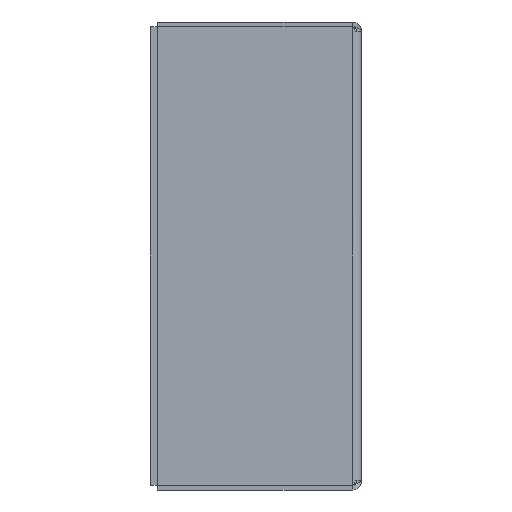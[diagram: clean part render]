
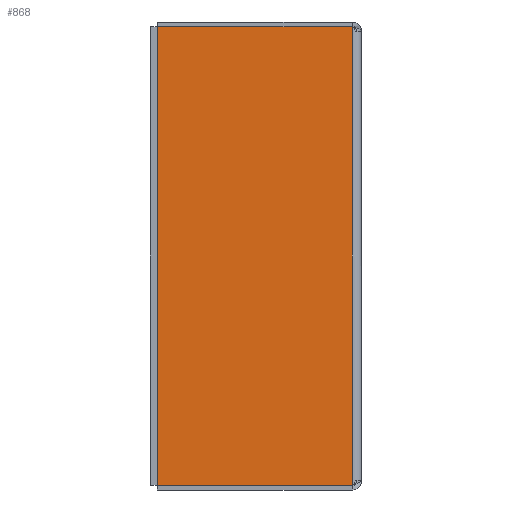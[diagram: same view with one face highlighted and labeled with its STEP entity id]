
A CAD part, left-side view. The second image highlights one B-rep face of the part: STEP entity #868.
In plain terms, the highlighted planar face has unit normal (-1, 0, 0).
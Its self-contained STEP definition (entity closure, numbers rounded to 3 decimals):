
#134=FACE_OUTER_BOUND('',#190,.T.);
#190=EDGE_LOOP('',(#661,#662,#663,#664));
#224=LINE('',#1149,#288);
#244=LINE('',#1477,#308);
#257=LINE('',#1675,#321);
#261=LINE('',#1735,#325);
#288=VECTOR('',#967,10.);
#308=VECTOR('',#1027,10.);
#321=VECTOR('',#1054,10.);
#325=VECTOR('',#1060,10.);
#352=VERTEX_POINT('',#1146);
#353=VERTEX_POINT('',#1148);
#391=VERTEX_POINT('',#1476);
#399=VERTEX_POINT('',#1674);
#420=EDGE_CURVE('',#352,#353,#224,.T.);
#468=EDGE_CURVE('',#353,#391,#244,.T.);
#489=EDGE_CURVE('',#399,#391,#257,.T.);
#495=EDGE_CURVE('',#399,#352,#261,.T.);
#661=ORIENTED_EDGE('',*,*,#489,.T.);
#662=ORIENTED_EDGE('',*,*,#468,.F.);
#663=ORIENTED_EDGE('',*,*,#420,.F.);
#664=ORIENTED_EDGE('',*,*,#495,.F.);
#768=PLANE('',#931);
#868=ADVANCED_FACE('',(#134),#768,.F.);
#931=AXIS2_PLACEMENT_3D('',#1736,#1061,#1062);
#967=DIRECTION('',(0.,0.,1.));
#1027=DIRECTION('',(0.,-1.,0.));
#1054=DIRECTION('',(0.,0.,1.));
#1060=DIRECTION('',(0.,1.,0.));
#1061=DIRECTION('center_axis',(1.,0.,0.));
#1062=DIRECTION('ref_axis',(0.,-1.,0.));
#1146=CARTESIAN_POINT('',(-700.,12.,-99.929));
#1148=CARTESIAN_POINT('',(-700.,12.,99.929));
#1149=CARTESIAN_POINT('',(-700.,12.,-99.929));
#1476=CARTESIAN_POINT('',(-700.,-73.,99.929));
#1477=CARTESIAN_POINT('',(-700.,-73.,99.929));
#1674=CARTESIAN_POINT('',(-700.,-73.,-99.929));
#1675=CARTESIAN_POINT('',(-700.,-73.,0.));
#1735=CARTESIAN_POINT('',(-700.,-73.,-99.929));
#1736=CARTESIAN_POINT('Origin',(-700.,-32.52,0.));
